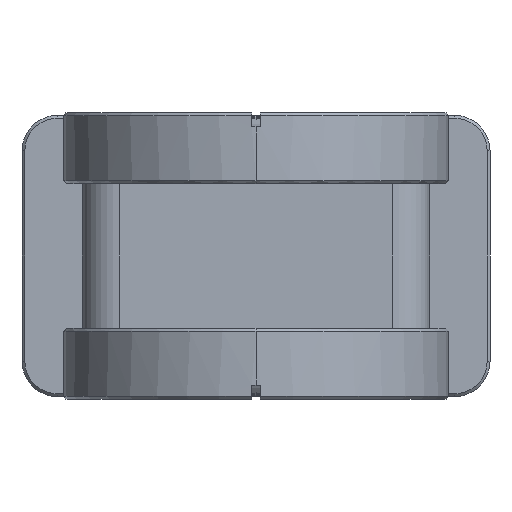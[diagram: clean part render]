
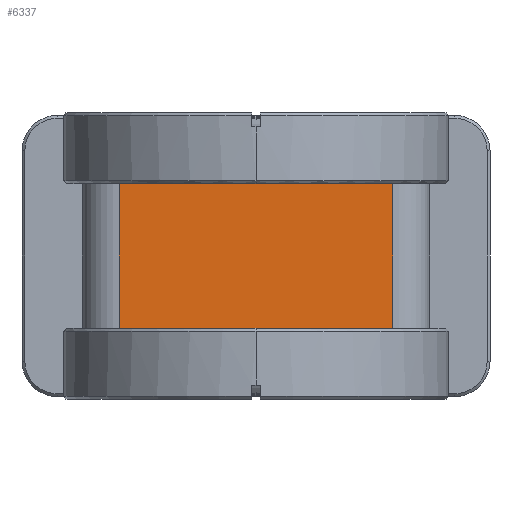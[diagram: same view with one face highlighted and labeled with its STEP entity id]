
A CAD part, front view. The second image highlights one B-rep face of the part: STEP entity #6337.
In plain terms, the highlighted planar face has unit normal (0, -1, 0).
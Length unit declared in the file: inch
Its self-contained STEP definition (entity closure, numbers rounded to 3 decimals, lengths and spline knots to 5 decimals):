
#18=DIRECTION('',(1.,0.,0.));
#19=VECTOR('',#18,0.6235);
#20=CARTESIAN_POINT('',(0.345,-1.3,-0.5125));
#21=LINE('',#20,#19);
#27=DIRECTION('',(1.,0.,0.));
#28=VECTOR('',#27,0.6235);
#29=CARTESIAN_POINT('',(-0.9685,-1.3,-0.5125));
#30=LINE('',#29,#28);
#94=DIRECTION('',(-1.,0.,0.));
#95=VECTOR('',#94,0.6235);
#96=CARTESIAN_POINT('',(0.9685,-1.3,0.5125));
#97=LINE('',#96,#95);
#121=DIRECTION('',(-1.,0.,0.));
#122=VECTOR('',#121,0.6235);
#123=CARTESIAN_POINT('',(-0.345,-1.3,0.5125));
#124=LINE('',#123,#122);
#1506=DIRECTION('',(1.,0.,0.));
#1507=VECTOR('',#1506,0.69);
#1508=CARTESIAN_POINT('',(-0.345,-1.3,0.5125));
#1509=LINE('',#1508,#1507);
#1510=DIRECTION('',(0.,0.,-1.));
#1511=VECTOR('',#1510,1.025);
#1512=CARTESIAN_POINT('',(0.9685,-1.3,0.5125));
#1513=LINE('',#1512,#1511);
#1514=DIRECTION('',(1.,0.,0.));
#1515=VECTOR('',#1514,0.69);
#1516=CARTESIAN_POINT('',(-0.345,-1.3,-0.5125));
#1517=LINE('',#1516,#1515);
#1518=DIRECTION('',(0.,0.,-1.));
#1519=VECTOR('',#1518,1.025);
#1520=CARTESIAN_POINT('',(-0.9685,-1.3,0.5125));
#1521=LINE('',#1520,#1519);
#3459=CARTESIAN_POINT('',(0.9685,-1.3,-0.5125));
#3461=VERTEX_POINT('',#3459);
#3462=CARTESIAN_POINT('',(0.9685,-1.3,0.5125));
#3463=VERTEX_POINT('',#3462);
#3466=CARTESIAN_POINT('',(-0.9685,-1.3,-0.5125));
#3468=VERTEX_POINT('',#3466);
#3472=CARTESIAN_POINT('',(-0.9685,-1.3,0.5125));
#3473=VERTEX_POINT('',#3472);
#4234=CARTESIAN_POINT('',(0.345,-1.3,0.5125));
#4236=VERTEX_POINT('',#4234);
#4238=CARTESIAN_POINT('',(-0.345,-1.3,0.5125));
#4239=VERTEX_POINT('',#4238);
#4280=CARTESIAN_POINT('',(0.345,-1.3,-0.5125));
#4282=VERTEX_POINT('',#4280);
#4284=CARTESIAN_POINT('',(-0.345,-1.3,-0.5125));
#4285=VERTEX_POINT('',#4284);
#6320=CARTESIAN_POINT('',(-1.2285,-1.3,-0.5125));
#6321=DIRECTION('',(0.,-1.,0.));
#6322=DIRECTION('',(1.,0.,0.));
#6323=AXIS2_PLACEMENT_3D('',#6320,#6321,#6322);
#6324=PLANE('',#6323);
#6325=ORIENTED_EDGE('',*,*,#4423,.F.);
#6326=ORIENTED_EDGE('',*,*,#4481,.T.);
#6327=ORIENTED_EDGE('',*,*,#4404,.F.);
#6329=ORIENTED_EDGE('',*,*,#6328,.T.);
#6330=ORIENTED_EDGE('',*,*,#4329,.F.);
#6331=ORIENTED_EDGE('',*,*,#5723,.F.);
#6332=ORIENTED_EDGE('',*,*,#4341,.F.);
#6334=ORIENTED_EDGE('',*,*,#6333,.F.);
#6335=EDGE_LOOP('',(#6325,#6326,#6327,#6329,#6330,#6331,#6332,#6334));
#6336=FACE_OUTER_BOUND('',#6335,.F.);
#6337=ADVANCED_FACE('',(#6336),#6324,.T.);
#4329=EDGE_CURVE('',#4282,#3461,#21,.T.);
#4341=EDGE_CURVE('',#3468,#4285,#30,.T.);
#4404=EDGE_CURVE('',#3463,#4236,#97,.T.);
#4423=EDGE_CURVE('',#4239,#3473,#124,.T.);
#4481=EDGE_CURVE('',#4239,#4236,#1509,.T.);
#5723=EDGE_CURVE('',#4285,#4282,#1517,.T.);
#6328=EDGE_CURVE('',#3463,#3461,#1513,.T.);
#6333=EDGE_CURVE('',#3473,#3468,#1521,.T.);
